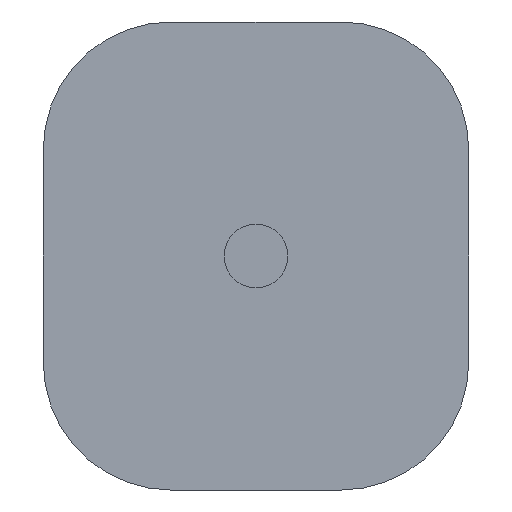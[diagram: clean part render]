
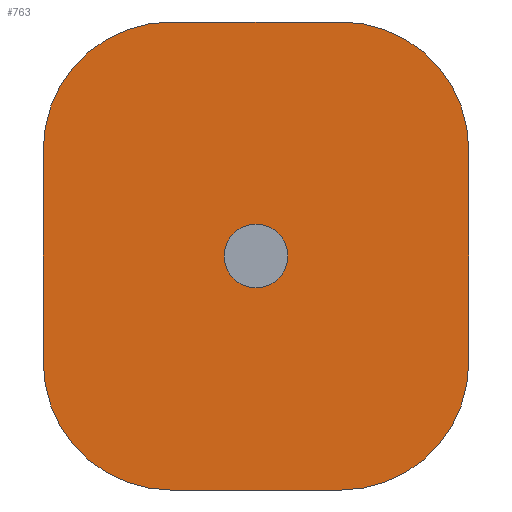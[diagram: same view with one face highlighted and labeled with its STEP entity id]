
A CAD part, front view. The second image highlights one B-rep face of the part: STEP entity #763.
In plain terms, the highlighted planar face has unit normal (0, -1, 0).
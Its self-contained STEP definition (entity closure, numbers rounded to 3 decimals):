
#13 = EDGE_CURVE ( 'NONE', #65, #320, #87, .T. ) ;
#18 = DIRECTION ( 'NONE',  ( 0., 0., -1. ) ) ;
#20 = CARTESIAN_POINT ( 'NONE',  ( 0., 0., 1.5 ) ) ;
#26 = VECTOR ( 'NONE', #446, 1000. ) ;
#27 = CARTESIAN_POINT ( 'NONE',  ( 10., 0., 11. ) ) ;
#28 = CIRCLE ( 'NONE', #530, 6. ) ;
#50 = LINE ( 'NONE', #799, #295 ) ;
#65 = VERTEX_POINT ( 'NONE', #100 ) ;
#71 = EDGE_CURVE ( 'NONE', #99, #311, #28, .T. ) ;
#74 = CARTESIAN_POINT ( 'NONE',  ( 4., 0., 5. ) ) ;
#75 = VERTEX_POINT ( 'NONE', #223 ) ;
#78 = PLANE ( 'NONE',  #466 ) ;
#87 = CIRCLE ( 'NONE', #136, 6. ) ;
#90 = ORIENTED_EDGE ( 'NONE', *, *, #386, .F. ) ;
#99 = VERTEX_POINT ( 'NONE', #109 ) ;
#100 = CARTESIAN_POINT ( 'NONE',  ( -10., 0., -5. ) ) ;
#105 = ORIENTED_EDGE ( 'NONE', *, *, #541, .F. ) ;
#109 = CARTESIAN_POINT ( 'NONE',  ( -4., 0., 11. ) ) ;
#118 = DIRECTION ( 'NONE',  ( 0., -1., 0. ) ) ;
#136 = AXIS2_PLACEMENT_3D ( 'NONE', #528, #590, #713 ) ;
#154 = DIRECTION ( 'NONE',  ( 0., 0., -1. ) ) ;
#167 = CARTESIAN_POINT ( 'NONE',  ( 4., 0., 11. ) ) ;
#174 = EDGE_LOOP ( 'NONE', ( #800, #469 ) ) ;
#182 = AXIS2_PLACEMENT_3D ( 'NONE', #493, #305, #240 ) ;
#207 = DIRECTION ( 'NONE',  ( 0., -1., 0. ) ) ;
#222 = EDGE_CURVE ( 'NONE', #325, #539, #491, .T. ) ;
#223 = CARTESIAN_POINT ( 'NONE',  ( 10., 0., 5. ) ) ;
#224 = ORIENTED_EDGE ( 'NONE', *, *, #13, .T. ) ;
#226 = DIRECTION ( 'NONE',  ( 0., -1., 0. ) ) ;
#240 = DIRECTION ( 'NONE',  ( 0., 0., -1. ) ) ;
#246 = VERTEX_POINT ( 'NONE', #167 ) ;
#251 = LINE ( 'NONE', #340, #26 ) ;
#268 = ORIENTED_EDGE ( 'NONE', *, *, #222, .T. ) ;
#269 = DIRECTION ( 'NONE',  ( 0., -1., 0. ) ) ;
#295 = VECTOR ( 'NONE', #559, 1000. ) ;
#296 = DIRECTION ( 'NONE',  ( 0., 0., -1. ) ) ;
#298 = EDGE_CURVE ( 'NONE', #487, #749, #786, .T. ) ;
#305 = DIRECTION ( 'NONE',  ( 0., -1., 0. ) ) ;
#311 = VERTEX_POINT ( 'NONE', #552 ) ;
#318 = CIRCLE ( 'NONE', #794, 6. ) ;
#320 = VERTEX_POINT ( 'NONE', #422 ) ;
#325 = VERTEX_POINT ( 'NONE', #610 ) ;
#340 = CARTESIAN_POINT ( 'NONE',  ( -10., 0., -11. ) ) ;
#342 = DIRECTION ( 'NONE',  ( 0., 0., -1. ) ) ;
#370 = DIRECTION ( 'NONE',  ( 0., 0., -1. ) ) ;
#386 = EDGE_CURVE ( 'NONE', #99, #246, #50, .T. ) ;
#403 = DIRECTION ( 'NONE',  ( 0., 0., -1. ) ) ;
#422 = CARTESIAN_POINT ( 'NONE',  ( -4., 0., -11. ) ) ;
#446 = DIRECTION ( 'NONE',  ( -1., 0., 0. ) ) ;
#449 = CARTESIAN_POINT ( 'NONE',  ( 0., 0., -1.5 ) ) ;
#465 = CIRCLE ( 'NONE', #641, 1.5 ) ;
#466 = AXIS2_PLACEMENT_3D ( 'NONE', #522, #645, #403 ) ;
#469 = ORIENTED_EDGE ( 'NONE', *, *, #298, .F. ) ;
#474 = CARTESIAN_POINT ( 'NONE',  ( -4., 0., 5. ) ) ;
#487 = VERTEX_POINT ( 'NONE', #449 ) ;
#491 = CIRCLE ( 'NONE', #652, 6. ) ;
#493 = CARTESIAN_POINT ( 'NONE',  ( 0., 0., 0. ) ) ;
#495 = ORIENTED_EDGE ( 'NONE', *, *, #71, .T. ) ;
#510 = EDGE_CURVE ( 'NONE', #325, #320, #251, .T. ) ;
#511 = LINE ( 'NONE', #27, #658 ) ;
#515 = DIRECTION ( 'NONE',  ( 0., 0., 1. ) ) ;
#522 = CARTESIAN_POINT ( 'NONE',  ( 0., 0., 0. ) ) ;
#528 = CARTESIAN_POINT ( 'NONE',  ( -4., 0., -5. ) ) ;
#530 = AXIS2_PLACEMENT_3D ( 'NONE', #474, #226, #296 ) ;
#532 = EDGE_CURVE ( 'NONE', #75, #246, #318, .T. ) ;
#539 = VERTEX_POINT ( 'NONE', #632 ) ;
#541 = EDGE_CURVE ( 'NONE', #65, #311, #753, .T. ) ;
#552 = CARTESIAN_POINT ( 'NONE',  ( -10., 0., 5. ) ) ;
#554 = ORIENTED_EDGE ( 'NONE', *, *, #772, .F. ) ;
#559 = DIRECTION ( 'NONE',  ( 1., 0., 0. ) ) ;
#570 = CARTESIAN_POINT ( 'NONE',  ( -10., 0., 11. ) ) ;
#590 = DIRECTION ( 'NONE',  ( 0., -1., 0. ) ) ;
#610 = CARTESIAN_POINT ( 'NONE',  ( 4., 0., -11. ) ) ;
#632 = CARTESIAN_POINT ( 'NONE',  ( 10., 0., -5. ) ) ;
#640 = ORIENTED_EDGE ( 'NONE', *, *, #532, .T. ) ;
#641 = AXIS2_PLACEMENT_3D ( 'NONE', #759, #207, #342 ) ;
#645 = DIRECTION ( 'NONE',  ( 0., -1., 0. ) ) ;
#652 = AXIS2_PLACEMENT_3D ( 'NONE', #743, #118, #370 ) ;
#658 = VECTOR ( 'NONE', #154, 1000. ) ;
#665 = EDGE_CURVE ( 'NONE', #749, #487, #465, .T. ) ;
#697 = VECTOR ( 'NONE', #515, 1000. ) ;
#713 = DIRECTION ( 'NONE',  ( 0., 0., -1. ) ) ;
#729 = EDGE_LOOP ( 'NONE', ( #105, #224, #774, #268, #554, #640, #90, #495 ) ) ;
#743 = CARTESIAN_POINT ( 'NONE',  ( 4., 0., -5. ) ) ;
#746 = FACE_OUTER_BOUND ( 'NONE', #729, .T. ) ;
#749 = VERTEX_POINT ( 'NONE', #20 ) ;
#753 = LINE ( 'NONE', #570, #697 ) ;
#759 = CARTESIAN_POINT ( 'NONE',  ( 0., 0., 0. ) ) ;
#763 = ADVANCED_FACE ( 'NONE', ( #746, #781 ), #78, .T. ) ;
#772 = EDGE_CURVE ( 'NONE', #75, #539, #511, .T. ) ;
#774 = ORIENTED_EDGE ( 'NONE', *, *, #510, .F. ) ;
#781 = FACE_BOUND ( 'NONE', #174, .T. ) ;
#786 = CIRCLE ( 'NONE', #182, 1.5 ) ;
#794 = AXIS2_PLACEMENT_3D ( 'NONE', #74, #269, #18 ) ;
#799 = CARTESIAN_POINT ( 'NONE',  ( -10., 0., 11. ) ) ;
#800 = ORIENTED_EDGE ( 'NONE', *, *, #665, .F. ) ;
